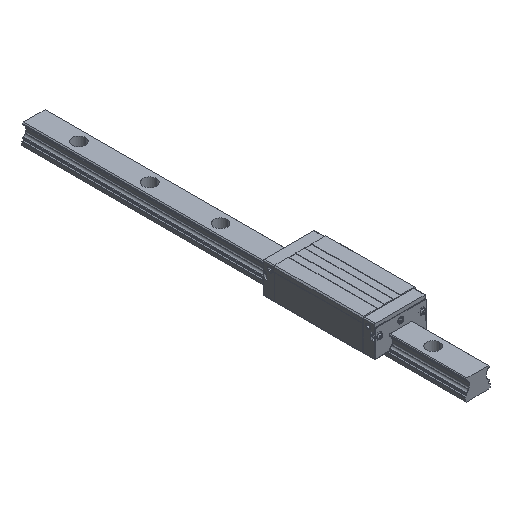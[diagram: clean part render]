
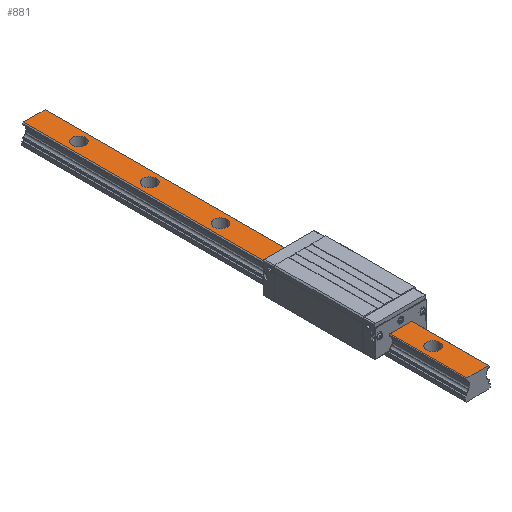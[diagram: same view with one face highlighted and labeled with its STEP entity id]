
A CAD part, isometric view. The second image highlights one B-rep face of the part: STEP entity #881.
In plain terms, the highlighted planar face has unit normal (0, 0, 1).
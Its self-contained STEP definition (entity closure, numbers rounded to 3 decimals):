
#881=ADVANCED_FACE('',(#2438,#2439,#2440,#2441,#2442,#2443,#2444),#2445,.T.);
#2438=FACE_BOUND('',#4744,.T.);
#2439=FACE_BOUND('',#4745,.T.);
#2440=FACE_BOUND('',#4746,.T.);
#2441=FACE_BOUND('',#4747,.T.);
#2442=FACE_BOUND('',#4748,.T.);
#2443=FACE_BOUND('',#4749,.T.);
#2444=FACE_OUTER_BOUND('',#4750,.T.);
#2445=PLANE('',#4751);
#4744=EDGE_LOOP('',(#7288,#7289));
#4745=EDGE_LOOP('',(#7290,#7291));
#4746=EDGE_LOOP('',(#7292,#7293));
#4747=EDGE_LOOP('',(#7294,#7295));
#4748=EDGE_LOOP('',(#7296,#7297));
#4749=EDGE_LOOP('',(#7298,#7299));
#4750=EDGE_LOOP('',(#7300,#7301,#7302,#7303));
#4751=AXIS2_PLACEMENT_3D('',#7304,#7305,#7306);
#7288=ORIENTED_EDGE('',*,*,#13495,.T.);
#7289=ORIENTED_EDGE('',*,*,#13481,.T.);
#7290=ORIENTED_EDGE('',*,*,#13502,.T.);
#7291=ORIENTED_EDGE('',*,*,#13471,.T.);
#7292=ORIENTED_EDGE('',*,*,#13509,.T.);
#7293=ORIENTED_EDGE('',*,*,#13461,.T.);
#7294=ORIENTED_EDGE('',*,*,#13516,.T.);
#7295=ORIENTED_EDGE('',*,*,#13451,.T.);
#7296=ORIENTED_EDGE('',*,*,#13523,.T.);
#7297=ORIENTED_EDGE('',*,*,#13441,.T.);
#7298=ORIENTED_EDGE('',*,*,#13530,.T.);
#7299=ORIENTED_EDGE('',*,*,#13431,.T.);
#7300=ORIENTED_EDGE('',*,*,#13628,.T.);
#7301=ORIENTED_EDGE('',*,*,#13629,.F.);
#7302=ORIENTED_EDGE('',*,*,#13630,.F.);
#7303=ORIENTED_EDGE('',*,*,#13625,.T.);
#7304=CARTESIAN_POINT('',(0.,0.,23.5));
#7305=DIRECTION('',(-0.0,0.,1.0));
#7306=DIRECTION('',(1.0,0.0,0.0));
#13431=EDGE_CURVE('',#16010,#16007,#16011,.T.);
#13441=EDGE_CURVE('',#16028,#16025,#16029,.T.);
#13451=EDGE_CURVE('',#16046,#16043,#16047,.T.);
#13461=EDGE_CURVE('',#16064,#16061,#16065,.T.);
#13471=EDGE_CURVE('',#16082,#16079,#16083,.T.);
#13481=EDGE_CURVE('',#16100,#16097,#16101,.T.);
#13495=EDGE_CURVE('',#16097,#16100,#16120,.T.);
#13502=EDGE_CURVE('',#16079,#16082,#16127,.T.);
#13509=EDGE_CURVE('',#16061,#16064,#16134,.T.);
#13516=EDGE_CURVE('',#16043,#16046,#16141,.T.);
#13523=EDGE_CURVE('',#16025,#16028,#16148,.T.);
#13530=EDGE_CURVE('',#16007,#16010,#16155,.T.);
#13625=EDGE_CURVE('',#16297,#16295,#16298,.T.);
#13628=EDGE_CURVE('',#16295,#16301,#16302,.T.);
#13629=EDGE_CURVE('',#16303,#16301,#16304,.T.);
#13630=EDGE_CURVE('',#16297,#16303,#16305,.T.);
#16007=VERTEX_POINT('',#19776);
#16010=VERTEX_POINT('',#19780);
#16011=CIRCLE('',#19781,7.5);
#16025=VERTEX_POINT('',#19798);
#16028=VERTEX_POINT('',#19802);
#16029=CIRCLE('',#19803,7.5);
#16043=VERTEX_POINT('',#19820);
#16046=VERTEX_POINT('',#19824);
#16047=CIRCLE('',#19825,7.5);
#16061=VERTEX_POINT('',#19842);
#16064=VERTEX_POINT('',#19846);
#16065=CIRCLE('',#19847,7.5);
#16079=VERTEX_POINT('',#19864);
#16082=VERTEX_POINT('',#19868);
#16083=CIRCLE('',#19869,7.5);
#16097=VERTEX_POINT('',#19886);
#16100=VERTEX_POINT('',#19890);
#16101=CIRCLE('',#19891,7.5);
#16120=CIRCLE('',#19913,7.5);
#16127=CIRCLE('',#19920,7.5);
#16134=CIRCLE('',#19927,7.5);
#16141=CIRCLE('',#19934,7.5);
#16148=CIRCLE('',#19941,7.5);
#16155=CIRCLE('',#19948,7.5);
#16295=VERTEX_POINT('',#20135);
#16297=VERTEX_POINT('',#20138);
#16298=LINE('',#20139,#20140);
#16301=VERTEX_POINT('',#20144);
#16302=LINE('',#20145,#20146);
#16303=VERTEX_POINT('',#20147);
#16304=LINE('',#20148,#20149);
#16305=LINE('',#20150,#20151);
#19776=CARTESIAN_POINT('',(7.5,50.0,23.5));
#19780=CARTESIAN_POINT('',(-7.5,50.0,23.5));
#19781=AXIS2_PLACEMENT_3D('',#25093,#25094,#25095);
#19798=CARTESIAN_POINT('',(7.5,130.0,23.5));
#19802=CARTESIAN_POINT('',(-7.5,130.0,23.5));
#19803=AXIS2_PLACEMENT_3D('',#25109,#25110,#25111);
#19820=CARTESIAN_POINT('',(7.5,210.0,23.5));
#19824=CARTESIAN_POINT('',(-7.5,210.0,23.5));
#19825=AXIS2_PLACEMENT_3D('',#25125,#25126,#25127);
#19842=CARTESIAN_POINT('',(7.5,290.0,23.5));
#19846=CARTESIAN_POINT('',(-7.5,290.0,23.5));
#19847=AXIS2_PLACEMENT_3D('',#25141,#25142,#25143);
#19864=CARTESIAN_POINT('',(7.5,370.0,23.5));
#19868=CARTESIAN_POINT('',(-7.5,370.0,23.5));
#19869=AXIS2_PLACEMENT_3D('',#25157,#25158,#25159);
#19886=CARTESIAN_POINT('',(7.5,450.0,23.5));
#19890=CARTESIAN_POINT('',(-7.5,450.0,23.5));
#19891=AXIS2_PLACEMENT_3D('',#25173,#25174,#25175);
#19913=AXIS2_PLACEMENT_3D('',#25197,#25198,#25199);
#19920=AXIS2_PLACEMENT_3D('',#25209,#25210,#25211);
#19927=AXIS2_PLACEMENT_3D('',#25221,#25222,#25223);
#19934=AXIS2_PLACEMENT_3D('',#25233,#25234,#25235);
#19941=AXIS2_PLACEMENT_3D('',#25245,#25246,#25247);
#19948=AXIS2_PLACEMENT_3D('',#25257,#25258,#25259);
#20135=CARTESIAN_POINT('',(12.,500.0,23.5));
#20138=CARTESIAN_POINT('',(12.,0.,23.5));
#20139=CARTESIAN_POINT('',(12.,0.,23.5));
#20140=VECTOR('',#25374,1.0);
#20144=CARTESIAN_POINT('',(-12.,500.0,23.5));
#20145=CARTESIAN_POINT('',(12.,500.0,23.5));
#20146=VECTOR('',#25376,1.0);
#20147=CARTESIAN_POINT('',(-12.,0.,23.5));
#20148=CARTESIAN_POINT('',(-12.,0.,23.5));
#20149=VECTOR('',#25377,1.0);
#20150=CARTESIAN_POINT('',(12.,0.,23.5));
#20151=VECTOR('',#25378,1.0);
#25093=CARTESIAN_POINT('',(0.0,50.0,23.5));
#25094=DIRECTION('',(0.0,0.,-1.0));
#25095=DIRECTION('',(1.0,0.0,0.0));
#25109=CARTESIAN_POINT('',(0.0,130.0,23.5));
#25110=DIRECTION('',(0.0,0.,-1.0));
#25111=DIRECTION('',(1.0,0.0,0.0));
#25125=CARTESIAN_POINT('',(0.0,210.0,23.5));
#25126=DIRECTION('',(0.0,0.,-1.0));
#25127=DIRECTION('',(1.0,0.0,0.0));
#25141=CARTESIAN_POINT('',(0.0,290.0,23.5));
#25142=DIRECTION('',(0.0,0.,-1.0));
#25143=DIRECTION('',(1.0,0.0,0.0));
#25157=CARTESIAN_POINT('',(0.0,370.0,23.5));
#25158=DIRECTION('',(0.0,0.,-1.0));
#25159=DIRECTION('',(1.0,0.0,0.0));
#25173=CARTESIAN_POINT('',(0.0,450.0,23.5));
#25174=DIRECTION('',(0.0,0.,-1.0));
#25175=DIRECTION('',(1.0,0.0,0.0));
#25197=CARTESIAN_POINT('',(0.0,450.0,23.5));
#25198=DIRECTION('',(0.0,0.,-1.0));
#25199=DIRECTION('',(1.0,0.0,0.0));
#25209=CARTESIAN_POINT('',(0.0,370.0,23.5));
#25210=DIRECTION('',(0.0,0.,-1.0));
#25211=DIRECTION('',(1.0,0.0,0.0));
#25221=CARTESIAN_POINT('',(0.0,290.0,23.5));
#25222=DIRECTION('',(0.0,0.,-1.0));
#25223=DIRECTION('',(1.0,0.0,0.0));
#25233=CARTESIAN_POINT('',(0.0,210.0,23.5));
#25234=DIRECTION('',(0.0,0.,-1.0));
#25235=DIRECTION('',(1.0,0.0,0.0));
#25245=CARTESIAN_POINT('',(0.0,130.0,23.5));
#25246=DIRECTION('',(0.0,0.,-1.0));
#25247=DIRECTION('',(1.0,0.0,0.0));
#25257=CARTESIAN_POINT('',(0.0,50.0,23.5));
#25258=DIRECTION('',(0.0,0.,-1.0));
#25259=DIRECTION('',(1.0,0.0,0.0));
#25374=DIRECTION('',(0.0,1.0,0.));
#25376=DIRECTION('',(-1.0,0.0,0.0));
#25377=DIRECTION('',(0.0,1.0,0.));
#25378=DIRECTION('',(-1.0,0.0,0.0));
